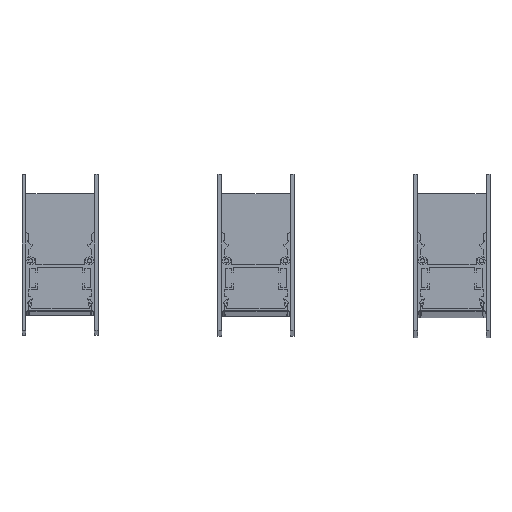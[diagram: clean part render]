
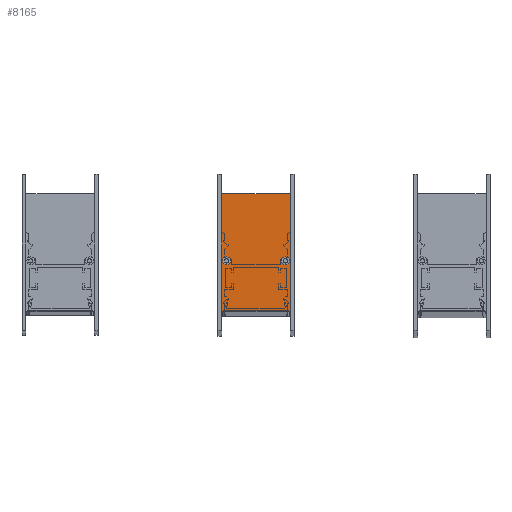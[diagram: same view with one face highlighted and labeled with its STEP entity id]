
A CAD part, top view. The second image highlights one B-rep face of the part: STEP entity #8165.
In plain terms, the highlighted planar face has unit normal (0, 0, 1).
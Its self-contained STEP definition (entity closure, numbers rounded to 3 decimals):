
#25 = VERTEX_POINT ( 'NONE', #14816 ) ;
#267 = DIRECTION ( 'NONE',  ( 0., 0., -1. ) ) ;
#333 = CARTESIAN_POINT ( 'NONE',  ( -17.5, -24., 1.5 ) ) ;
#669 = LINE ( 'NONE', #333, #16941 ) ;
#897 = EDGE_CURVE ( 'NONE', #11203, #11203, #1774, .T. ) ;
#939 = CARTESIAN_POINT ( 'NONE',  ( -17.5, 36., 1.5 ) ) ;
#1774 = CIRCLE ( 'NONE', #4880, 2.05 ) ;
#1950 = DIRECTION ( 'NONE',  ( 1., 0., 0. ) ) ;
#2410 = ORIENTED_EDGE ( 'NONE', *, *, #897, .T. ) ;
#2776 = DIRECTION ( 'NONE',  ( -1., 0., 0. ) ) ;
#2893 = VERTEX_POINT ( 'NONE', #19738 ) ;
#3290 = CARTESIAN_POINT ( 'NONE',  ( -17.5, -24., 1.5 ) ) ;
#3580 = EDGE_LOOP ( 'NONE', ( #13610 ) ) ;
#3581 = FACE_BOUND ( 'NONE', #19725, .T. ) ;
#3738 = CARTESIAN_POINT ( 'NONE',  ( -17.5, -24., 1.5 ) ) ;
#3929 = EDGE_CURVE ( 'NONE', #2893, #25, #15600, .T. ) ;
#4469 = CARTESIAN_POINT ( 'NONE',  ( 0., 0., 1.5 ) ) ;
#4494 = CARTESIAN_POINT ( 'NONE',  ( 15., 1.7, 1.5 ) ) ;
#4880 = AXIS2_PLACEMENT_3D ( 'NONE', #19196, #267, #14494 ) ;
#6112 = ORIENTED_EDGE ( 'NONE', *, *, #3929, .T. ) ;
#6200 = ORIENTED_EDGE ( 'NONE', *, *, #8996, .T. ) ;
#7312 = AXIS2_PLACEMENT_3D ( 'NONE', #4469, #7732, #2776 ) ;
#7331 = FACE_OUTER_BOUND ( 'NONE', #11226, .T. ) ;
#7732 = DIRECTION ( 'NONE',  ( 0., 0., -1. ) ) ;
#8150 = AXIS2_PLACEMENT_3D ( 'NONE', #4494, #9928, #19396 ) ;
#8165 = ADVANCED_FACE ( 'NONE', ( #17573, #3581, #7331 ), #18754, .F. ) ;
#8953 = CIRCLE ( 'NONE', #8150, 2.05 ) ;
#8996 = EDGE_CURVE ( 'NONE', #17177, #15151, #19365, .T. ) ;
#9401 = VECTOR ( 'NONE', #13250, 1000. ) ;
#9534 = DIRECTION ( 'NONE',  ( -1., 0., 0. ) ) ;
#9928 = DIRECTION ( 'NONE',  ( 0., 0., -1. ) ) ;
#10439 = VERTEX_POINT ( 'NONE', #12758 ) ;
#10451 = DIRECTION ( 'NONE',  ( 0., 1., 0. ) ) ;
#10816 = CARTESIAN_POINT ( 'NONE',  ( -17.05, 1.7, 1.5 ) ) ;
#11203 = VERTEX_POINT ( 'NONE', #10816 ) ;
#11226 = EDGE_LOOP ( 'NONE', ( #6200, #11610, #6112, #13056 ) ) ;
#11610 = ORIENTED_EDGE ( 'NONE', *, *, #19716, .T. ) ;
#11780 = CARTESIAN_POINT ( 'NONE',  ( 17.5, 36., 1.5 ) ) ;
#12758 = CARTESIAN_POINT ( 'NONE',  ( 12.95, 1.7, 1.5 ) ) ;
#13056 = ORIENTED_EDGE ( 'NONE', *, *, #15178, .T. ) ;
#13250 = DIRECTION ( 'NONE',  ( 0., -1., 0. ) ) ;
#13610 = ORIENTED_EDGE ( 'NONE', *, *, #19596, .T. ) ;
#14119 = VECTOR ( 'NONE', #10451, 1000. ) ;
#14494 = DIRECTION ( 'NONE',  ( -1., 0., 0. ) ) ;
#14816 = CARTESIAN_POINT ( 'NONE',  ( 17.5, 36., 1.5 ) ) ;
#14921 = VECTOR ( 'NONE', #9534, 1000. ) ;
#15151 = VERTEX_POINT ( 'NONE', #3290 ) ;
#15178 = EDGE_CURVE ( 'NONE', #25, #17177, #19119, .T. ) ;
#15600 = LINE ( 'NONE', #11780, #14119 ) ;
#16941 = VECTOR ( 'NONE', #1950, 1000. ) ;
#17177 = VERTEX_POINT ( 'NONE', #939 ) ;
#17573 = FACE_BOUND ( 'NONE', #3580, .T. ) ;
#18754 = PLANE ( 'NONE',  #7312 ) ;
#19119 = LINE ( 'NONE', #19129, #14921 ) ;
#19129 = CARTESIAN_POINT ( 'NONE',  ( -17.5, 36., 1.5 ) ) ;
#19196 = CARTESIAN_POINT ( 'NONE',  ( -15., 1.7, 1.5 ) ) ;
#19365 = LINE ( 'NONE', #3738, #9401 ) ;
#19396 = DIRECTION ( 'NONE',  ( -1., 0., 0. ) ) ;
#19596 = EDGE_CURVE ( 'NONE', #10439, #10439, #8953, .T. ) ;
#19716 = EDGE_CURVE ( 'NONE', #15151, #2893, #669, .T. ) ;
#19725 = EDGE_LOOP ( 'NONE', ( #2410 ) ) ;
#19738 = CARTESIAN_POINT ( 'NONE',  ( 17.5, -24., 1.5 ) ) ;
